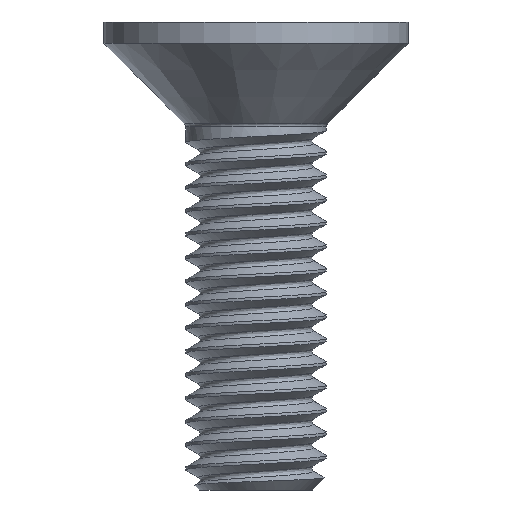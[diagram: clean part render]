
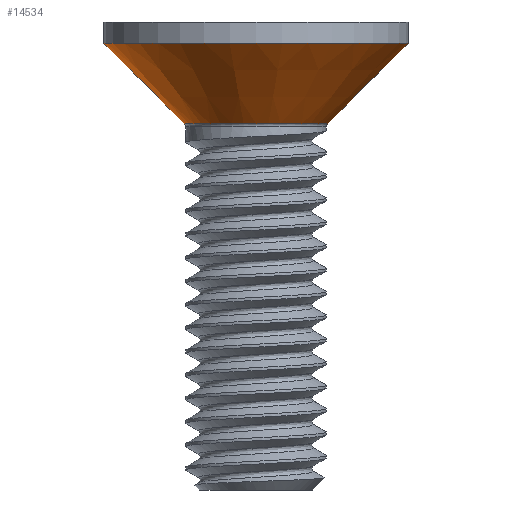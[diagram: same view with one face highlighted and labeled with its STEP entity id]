
A CAD part, front view. The second image highlights one B-rep face of the part: STEP entity #14534.
In plain terms, the highlighted conical face has half-angle 45 degrees and reference radius 1.529 mm.
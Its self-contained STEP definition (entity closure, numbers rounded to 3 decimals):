
#13914 = SURFACE_OF_REVOLUTION('',#13915,#13920);
#13915 = CIRCLE('',#13916,0.1);
#13916 = AXIS2_PLACEMENT_3D('',#13917,#13918,#13919);
#13917 = CARTESIAN_POINT('',(1.6,0.,-2.241));
#13918 = DIRECTION('',(0.,1.,0.));
#13919 = DIRECTION('',(-1.,0.,0.));
#13920 = AXIS1_PLACEMENT('',#13921,#13922);
#13921 = CARTESIAN_POINT('',(0.,0.,0.));
#13922 = DIRECTION('',(0.,0.,1.));
#14484 = VERTEX_POINT('',#14485);
#14485 = CARTESIAN_POINT('',(1.529,0.,-2.171));
#14507 = EDGE_CURVE('',#14484,#14484,#14508,.T.);
#14508 = SURFACE_CURVE('',#14509,(#14514,#14521),.PCURVE_S1.);
#14509 = CIRCLE('',#14510,1.529);
#14510 = AXIS2_PLACEMENT_3D('',#14511,#14512,#14513);
#14511 = CARTESIAN_POINT('',(0.,0.,-2.171));
#14512 = DIRECTION('',(0.,0.,1.));
#14513 = DIRECTION('',(1.,0.,-0.));
#14514 = PCURVE('',#13914,#14515);
#14515 = DEFINITIONAL_REPRESENTATION('',(#14516),#14520);
#14516 = LINE('',#14517,#14518);
#14517 = CARTESIAN_POINT('',(0.,0.785));
#14518 = VECTOR('',#14519,1.);
#14519 = DIRECTION('',(1.,0.));
#14520 = ( GEOMETRIC_REPRESENTATION_CONTEXT(2) 
PARAMETRIC_REPRESENTATION_CONTEXT() REPRESENTATION_CONTEXT('2D SPACE',''
  ) );
#14521 = PCURVE('',#14522,#14527);
#14522 = CONICAL_SURFACE('',#14523,1.529,0.785);
#14523 = AXIS2_PLACEMENT_3D('',#14524,#14525,#14526);
#14524 = CARTESIAN_POINT('',(0.,0.,-2.171));
#14525 = DIRECTION('',(0.,0.,1.));
#14526 = DIRECTION('',(1.,0.,-0.));
#14527 = DEFINITIONAL_REPRESENTATION('',(#14528),#14532);
#14528 = LINE('',#14529,#14530);
#14529 = CARTESIAN_POINT('',(0.,0.));
#14530 = VECTOR('',#14531,1.);
#14531 = DIRECTION('',(1.,0.));
#14532 = ( GEOMETRIC_REPRESENTATION_CONTEXT(2) 
PARAMETRIC_REPRESENTATION_CONTEXT() REPRESENTATION_CONTEXT('2D SPACE',''
  ) );
#14534 = ADVANCED_FACE('',(#14535),#14522,.T.);
#14535 = FACE_BOUND('',#14536,.T.);
#14536 = EDGE_LOOP('',(#14537,#14538,#14561,#14588));
#14537 = ORIENTED_EDGE('',*,*,#14507,.T.);
#14538 = ORIENTED_EDGE('',*,*,#14539,.T.);
#14539 = EDGE_CURVE('',#14484,#14540,#14542,.T.);
#14540 = VERTEX_POINT('',#14541);
#14541 = CARTESIAN_POINT('',(3.25,0.,-0.45));
#14542 = SEAM_CURVE('',#14543,(#14547,#14554),.PCURVE_S1.);
#14543 = LINE('',#14544,#14545);
#14544 = CARTESIAN_POINT('',(1.529,0.,-2.171));
#14545 = VECTOR('',#14546,1.);
#14546 = DIRECTION('',(0.707,0.,0.707));
#14547 = PCURVE('',#14522,#14548);
#14548 = DEFINITIONAL_REPRESENTATION('',(#14549),#14553);
#14549 = LINE('',#14550,#14551);
#14550 = CARTESIAN_POINT('',(0.,0.));
#14551 = VECTOR('',#14552,1.);
#14552 = DIRECTION('',(0.,1.));
#14553 = ( GEOMETRIC_REPRESENTATION_CONTEXT(2) 
PARAMETRIC_REPRESENTATION_CONTEXT() REPRESENTATION_CONTEXT('2D SPACE',''
  ) );
#14554 = PCURVE('',#14522,#14555);
#14555 = DEFINITIONAL_REPRESENTATION('',(#14556),#14560);
#14556 = LINE('',#14557,#14558);
#14557 = CARTESIAN_POINT('',(6.283,0.));
#14558 = VECTOR('',#14559,1.);
#14559 = DIRECTION('',(0.,1.));
#14560 = ( GEOMETRIC_REPRESENTATION_CONTEXT(2) 
PARAMETRIC_REPRESENTATION_CONTEXT() REPRESENTATION_CONTEXT('2D SPACE',''
  ) );
#14561 = ORIENTED_EDGE('',*,*,#14562,.F.);
#14562 = EDGE_CURVE('',#14540,#14540,#14563,.T.);
#14563 = SURFACE_CURVE('',#14564,(#14569,#14576),.PCURVE_S1.);
#14564 = CIRCLE('',#14565,3.25);
#14565 = AXIS2_PLACEMENT_3D('',#14566,#14567,#14568);
#14566 = CARTESIAN_POINT('',(0.,0.,-0.45));
#14567 = DIRECTION('',(0.,0.,1.));
#14568 = DIRECTION('',(1.,0.,-0.));
#14569 = PCURVE('',#14522,#14570);
#14570 = DEFINITIONAL_REPRESENTATION('',(#14571),#14575);
#14571 = LINE('',#14572,#14573);
#14572 = CARTESIAN_POINT('',(0.,1.721));
#14573 = VECTOR('',#14574,1.);
#14574 = DIRECTION('',(1.,0.));
#14575 = ( GEOMETRIC_REPRESENTATION_CONTEXT(2) 
PARAMETRIC_REPRESENTATION_CONTEXT() REPRESENTATION_CONTEXT('2D SPACE',''
  ) );
#14576 = PCURVE('',#14577,#14582);
#14577 = CYLINDRICAL_SURFACE('',#14578,3.25);
#14578 = AXIS2_PLACEMENT_3D('',#14579,#14580,#14581);
#14579 = CARTESIAN_POINT('',(0.,0.,-0.45));
#14580 = DIRECTION('',(0.,0.,1.));
#14581 = DIRECTION('',(1.,0.,-0.));
#14582 = DEFINITIONAL_REPRESENTATION('',(#14583),#14587);
#14583 = LINE('',#14584,#14585);
#14584 = CARTESIAN_POINT('',(0.,0.));
#14585 = VECTOR('',#14586,1.);
#14586 = DIRECTION('',(1.,0.));
#14587 = ( GEOMETRIC_REPRESENTATION_CONTEXT(2) 
PARAMETRIC_REPRESENTATION_CONTEXT() REPRESENTATION_CONTEXT('2D SPACE',''
  ) );
#14588 = ORIENTED_EDGE('',*,*,#14539,.F.);
